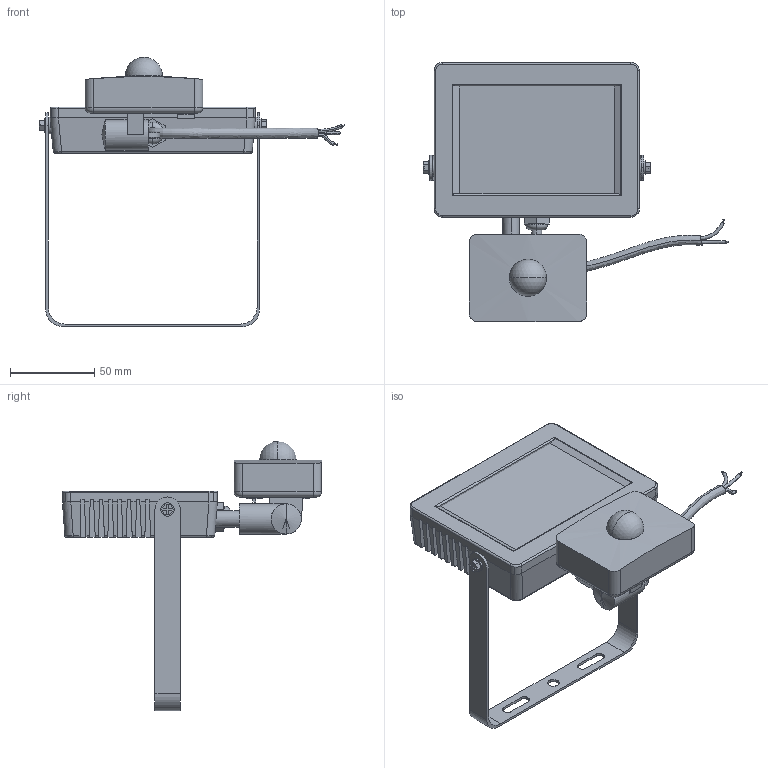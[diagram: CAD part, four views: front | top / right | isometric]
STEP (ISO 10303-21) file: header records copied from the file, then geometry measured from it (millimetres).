
FILE_DESCRIPTION (( 'STEP AP214' ), '1' );
FILE_NAME ('LPDO702-20-K03 Ïðîæåêòîð ÑÄÎ07-20Ä(äåòåêòîð)ñâåòîäèîäíûé ñåðûé ÷èï IP44 ÈÝÊ.STEP', '2017-09-18T08:52:05', ( '' ), ( '' ), 'SwSTEP 2.0', 'SolidWorks 2014', '' );
FILE_SCHEMA (( 'AUTOMOTIVE_DESIGN' ));
Length unit declared in the file: millimetre
Products named in the file (1): LPDO702-20-K03 Ïðîæåêòîð ÑÄÎ07-20Ä(äåòåêòîð)ñâåòîäèîäíûé ñåðûé ÷èï IP44 ÈÝÊ
Bounding box: 181.73 x 154 x 160 mm (x, y, z)
Volume: 373899.2 mm3; surface area: 81679.1 mm2
Topology: 2 solids, 2 shells, 500 faces, 1268 edges, 816 vertices
Faces by surface type: plane 351, cylinder 100, bspline 33, torus 12, sphere 2, cone 2
Entity records: 16263 total; most frequent: CARTESIAN_POINT 4474, ORIENTED_EDGE 2524, DIRECTION 2272, EDGE_CURVE 1262, VECTOR 950, LINE 950, VERTEX_POINT 814, AXIS2_PLACEMENT_3D 661
